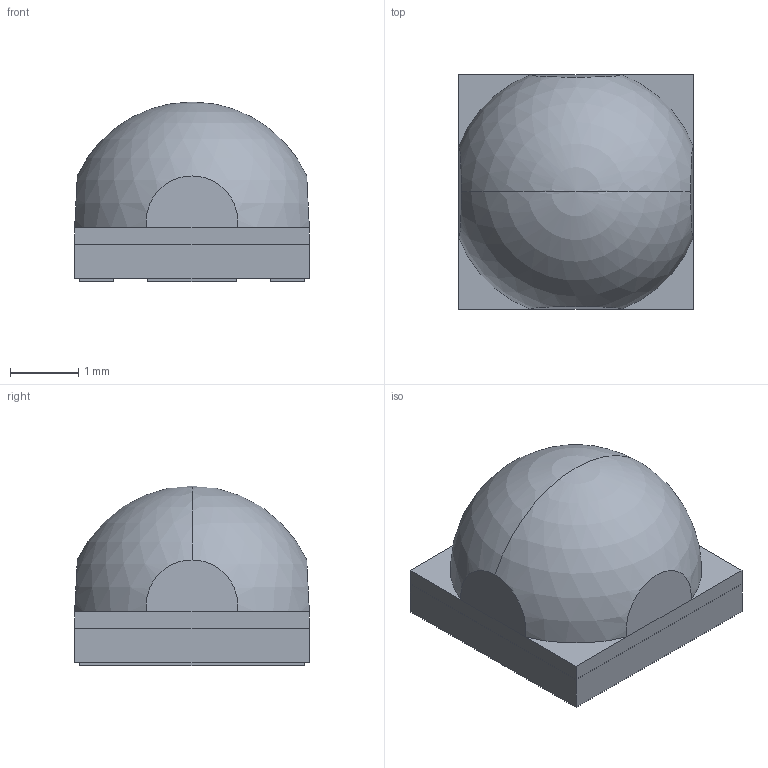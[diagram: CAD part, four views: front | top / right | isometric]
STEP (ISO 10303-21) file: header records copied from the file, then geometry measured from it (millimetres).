
FILE_DESCRIPTION((''),'2;1');
FILE_NAME('2610-00102_ASM','2018-09-18T16:23:41',('dcronin'),(''),'CREO PARAMETRIC BY PTC INC, 2017380','CREO PARAMETRIC BY PTC INC, 2017380','');
FILE_SCHEMA(('CONFIG_CONTROL_DESIGN'));
Length unit declared in the file: millimetre
Products named in the file (6): 2500-00723; 2500-00723-BT; 2500-00723-TT; 2500-00723_ASM; 2610-00102-DOME; 2610-00102_ASM
Assembly tree (5 placements, depth 3):
  2610-00102_ASM
    2500-00723_ASM
      2500-00723
      2500-00723-BT
      2500-00723-TT
    2610-00102-DOME
Bounding box: 3.45 x 3.45 x 2.65 mm (x, y, z)
Volume: 22.7 mm3; surface area: 107.3 mm2
Topology: 6 solids, 6 shells, 59 faces, 136 edges, 87 vertices
Faces by surface type: plane 43, cylinder 10, cone 4, sphere 2
Entity records: 1839 total; most frequent: DIRECTION 320, CARTESIAN_POINT 294, ORIENTED_EDGE 268, EDGE_CURVE 134, AXIS2_PLACEMENT_3D 113, VECTOR 94, LINE 94, VERTEX_POINT 87
